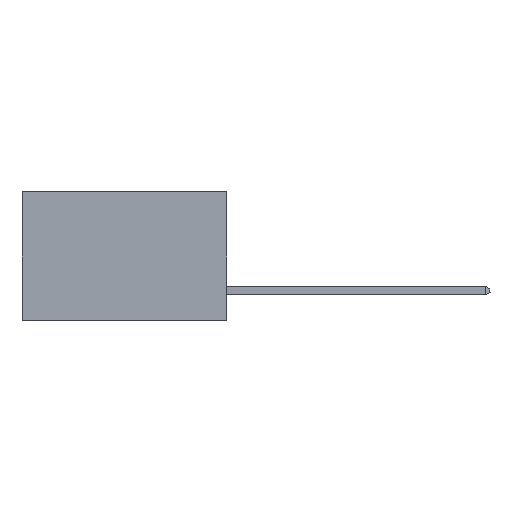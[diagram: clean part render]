
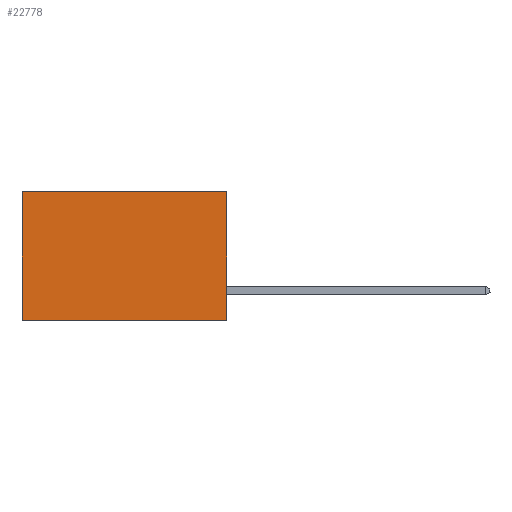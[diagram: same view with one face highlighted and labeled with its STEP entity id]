
A CAD part, left-side view. The second image highlights one B-rep face of the part: STEP entity #22778.
In plain terms, the highlighted planar face has unit normal (-1, 0, 0).
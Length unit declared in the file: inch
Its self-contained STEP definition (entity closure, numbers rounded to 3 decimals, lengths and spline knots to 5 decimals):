
#820 = ORIENTED_EDGE ( 'NONE', *, *, #12957, .F. ) ;
#1607 = DIRECTION ( 'NONE',  ( 0., 0., -1. ) ) ;
#1753 = VERTEX_POINT ( 'NONE', #27172 ) ;
#1823 = CARTESIAN_POINT ( 'NONE',  ( 0.277, 0., -0.37 ) ) ;
#4257 = DIRECTION ( 'NONE',  ( 0., 1., 0. ) ) ;
#4425 = DIRECTION ( 'NONE',  ( 0., 0., -1. ) ) ;
#4669 = EDGE_CURVE ( 'NONE', #7098, #5523, #17107, .T. ) ;
#4916 = CARTESIAN_POINT ( 'NONE',  ( 0.277, 0.59, -0.37 ) ) ;
#5523 = VERTEX_POINT ( 'NONE', #13417 ) ;
#6384 = LINE ( 'NONE', #27688, #7192 ) ;
#7098 = VERTEX_POINT ( 'NONE', #24824 ) ;
#7192 = VECTOR ( 'NONE', #15248, 39.37008 ) ;
#7836 = ORIENTED_EDGE ( 'NONE', *, *, #4669, .T. ) ;
#7977 = EDGE_LOOP ( 'NONE', ( #7836, #11516, #820, #16864 ) ) ;
#8441 = DIRECTION ( 'NONE',  ( 0., 0., -1. ) ) ;
#9449 = PLANE ( 'NONE',  #14118 ) ;
#10879 = VERTEX_POINT ( 'NONE', #29111 ) ;
#11516 = ORIENTED_EDGE ( 'NONE', *, *, #32138, .F. ) ;
#12957 = EDGE_CURVE ( 'NONE', #1753, #10879, #16350, .T. ) ;
#13417 = CARTESIAN_POINT ( 'NONE',  ( 0.277, 0.59, -0.37 ) ) ;
#14118 = AXIS2_PLACEMENT_3D ( 'NONE', #1823, #19569, #4425 ) ;
#14339 = LINE ( 'NONE', #16878, #27629 ) ;
#14343 = FACE_OUTER_BOUND ( 'NONE', #7977, .T. ) ;
#15248 = DIRECTION ( 'NONE',  ( 0., 1., 0. ) ) ;
#16350 = LINE ( 'NONE', #19382, #29540 ) ;
#16864 = ORIENTED_EDGE ( 'NONE', *, *, #28317, .T. ) ;
#16878 = CARTESIAN_POINT ( 'NONE',  ( 0.277, 0., 0. ) ) ;
#17107 = LINE ( 'NONE', #4916, #23755 ) ;
#19382 = CARTESIAN_POINT ( 'NONE',  ( 0.277, 0., -0.37 ) ) ;
#19569 = DIRECTION ( 'NONE',  ( 1., 0., 0. ) ) ;
#22778 = ADVANCED_FACE ( 'NONE', ( #14343 ), #9449, .F. ) ;
#23755 = VECTOR ( 'NONE', #8441, 39.37008 ) ;
#24824 = CARTESIAN_POINT ( 'NONE',  ( 0.277, 0.59, 0. ) ) ;
#27172 = CARTESIAN_POINT ( 'NONE',  ( 0.277, 0., 0. ) ) ;
#27629 = VECTOR ( 'NONE', #4257, 39.37008 ) ;
#27688 = CARTESIAN_POINT ( 'NONE',  ( 0.277, 0., -0.37 ) ) ;
#28317 = EDGE_CURVE ( 'NONE', #1753, #7098, #14339, .T. ) ;
#29111 = CARTESIAN_POINT ( 'NONE',  ( 0.277, 0., -0.37 ) ) ;
#29540 = VECTOR ( 'NONE', #1607, 39.37008 ) ;
#32138 = EDGE_CURVE ( 'NONE', #10879, #5523, #6384, .T. ) ;
